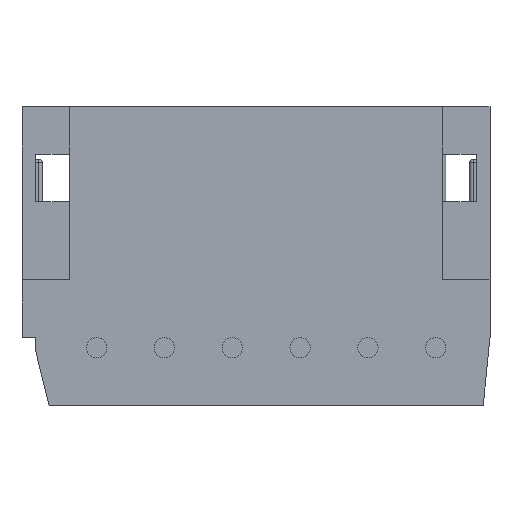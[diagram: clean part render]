
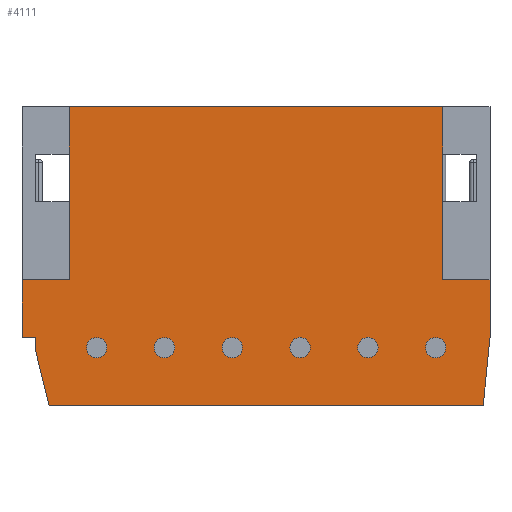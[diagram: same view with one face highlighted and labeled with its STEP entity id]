
A CAD part, front view. The second image highlights one B-rep face of the part: STEP entity #4111.
In plain terms, the highlighted planar face has unit normal (0, -1, 0).
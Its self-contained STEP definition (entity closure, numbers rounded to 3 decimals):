
#18=DIRECTION('',(0.,0.,-1.));
#19=VECTOR('',#18,1.7);
#20=CARTESIAN_POINT('',(-6.9,0.,0.));
#21=LINE('',#20,#19);
#322=DIRECTION('',(0.,0.,-1.));
#323=VECTOR('',#322,1.7);
#324=CARTESIAN_POINT('',(6.9,0.,0.));
#325=LINE('',#324,#323);
#1386=DIRECTION('',(-0.1,0.,-0.995));
#1387=VECTOR('',#1386,2.01);
#1388=CARTESIAN_POINT('',(6.9,0.,-1.7));
#1389=LINE('',#1388,#1387);
#1390=DIRECTION('',(-0.243,0.,0.97));
#1391=VECTOR('',#1390,1.649);
#1392=CARTESIAN_POINT('',(-6.1,0.,-3.7));
#1393=LINE('',#1392,#1391);
#1394=DIRECTION('',(0.,0.,1.));
#1395=VECTOR('',#1394,0.4);
#1396=CARTESIAN_POINT('',(-6.5,0.,-2.1));
#1397=LINE('',#1396,#1395);
#1398=DIRECTION('',(1.,0.,0.));
#1399=VECTOR('',#1398,0.4);
#1400=CARTESIAN_POINT('',(-6.9,0.,-1.7));
#1401=LINE('',#1400,#1399);
#1402=DIRECTION('',(1.,0.,0.));
#1403=VECTOR('',#1402,1.4);
#1404=CARTESIAN_POINT('',(-6.9,0.,0.));
#1405=LINE('',#1404,#1403);
#1406=DIRECTION('',(0.,0.,-1.));
#1407=VECTOR('',#1406,5.1);
#1408=CARTESIAN_POINT('',(-5.5,0.,5.1));
#1409=LINE('',#1408,#1407);
#1410=DIRECTION('',(1.,0.,0.));
#1411=VECTOR('',#1410,11.);
#1412=CARTESIAN_POINT('',(-5.5,0.,5.1));
#1413=LINE('',#1412,#1411);
#1414=DIRECTION('',(0.,0.,-1.));
#1415=VECTOR('',#1414,5.1);
#1416=CARTESIAN_POINT('',(5.5,0.,5.1));
#1417=LINE('',#1416,#1415);
#1418=DIRECTION('',(1.,0.,0.));
#1419=VECTOR('',#1418,1.4);
#1420=CARTESIAN_POINT('',(5.5,0.,0.));
#1421=LINE('',#1420,#1419);
#1422=CARTESIAN_POINT('',(5.3,0.,-2.002));
#1423=DIRECTION('',(0.,1.,0.));
#1424=DIRECTION('',(0.,0.,1.));
#1425=AXIS2_PLACEMENT_3D('',#1422,#1423,#1424);
#1427=CARTESIAN_POINT('',(5.3,0.,-2.002));
#1428=DIRECTION('',(0.,1.,0.));
#1429=DIRECTION('',(0.,0.,-1.));
#1430=AXIS2_PLACEMENT_3D('',#1427,#1428,#1429);
#1432=CARTESIAN_POINT('',(3.3,0.,-2.002));
#1433=DIRECTION('',(0.,1.,0.));
#1434=DIRECTION('',(0.,0.,1.));
#1435=AXIS2_PLACEMENT_3D('',#1432,#1433,#1434);
#1437=CARTESIAN_POINT('',(3.3,0.,-2.002));
#1438=DIRECTION('',(0.,1.,0.));
#1439=DIRECTION('',(0.,0.,-1.));
#1440=AXIS2_PLACEMENT_3D('',#1437,#1438,#1439);
#1442=CARTESIAN_POINT('',(1.3,0.,-2.002));
#1443=DIRECTION('',(0.,1.,0.));
#1444=DIRECTION('',(0.,0.,1.));
#1445=AXIS2_PLACEMENT_3D('',#1442,#1443,#1444);
#1447=CARTESIAN_POINT('',(1.3,0.,-2.002));
#1448=DIRECTION('',(0.,1.,0.));
#1449=DIRECTION('',(0.,0.,-1.));
#1450=AXIS2_PLACEMENT_3D('',#1447,#1448,#1449);
#1452=CARTESIAN_POINT('',(-0.7,0.,-2.002));
#1453=DIRECTION('',(0.,1.,0.));
#1454=DIRECTION('',(0.,0.,1.));
#1455=AXIS2_PLACEMENT_3D('',#1452,#1453,#1454);
#1457=CARTESIAN_POINT('',(-0.7,0.,-2.002));
#1458=DIRECTION('',(0.,1.,0.));
#1459=DIRECTION('',(0.,0.,-1.));
#1460=AXIS2_PLACEMENT_3D('',#1457,#1458,#1459);
#1462=CARTESIAN_POINT('',(-2.7,0.,-2.002));
#1463=DIRECTION('',(0.,1.,0.));
#1464=DIRECTION('',(0.,0.,1.));
#1465=AXIS2_PLACEMENT_3D('',#1462,#1463,#1464);
#1467=CARTESIAN_POINT('',(-2.7,0.,-2.002));
#1468=DIRECTION('',(0.,1.,0.));
#1469=DIRECTION('',(0.,0.,-1.));
#1470=AXIS2_PLACEMENT_3D('',#1467,#1468,#1469);
#1472=CARTESIAN_POINT('',(-4.7,0.,-2.002));
#1473=DIRECTION('',(0.,1.,0.));
#1474=DIRECTION('',(0.,0.,1.));
#1475=AXIS2_PLACEMENT_3D('',#1472,#1473,#1474);
#1477=CARTESIAN_POINT('',(-4.7,0.,-2.002));
#1478=DIRECTION('',(0.,1.,0.));
#1479=DIRECTION('',(0.,0.,-1.));
#1480=AXIS2_PLACEMENT_3D('',#1477,#1478,#1479);
#1494=DIRECTION('',(1.,0.,0.));
#1495=VECTOR('',#1494,12.8);
#1496=CARTESIAN_POINT('',(-6.1,0.,-3.7));
#1497=LINE('',#1496,#1495);
#2188=CARTESIAN_POINT('',(-6.9,0.,0.));
#2190=VERTEX_POINT('',#2188);
#2194=CARTESIAN_POINT('',(6.9,0.,0.));
#2196=VERTEX_POINT('',#2194);
#2202=CARTESIAN_POINT('',(5.5,0.,5.1));
#2203=VERTEX_POINT('',#2202);
#2204=CARTESIAN_POINT('',(-5.5,0.,5.1));
#2206=VERTEX_POINT('',#2204);
#2208=CARTESIAN_POINT('',(-5.5,0.,0.));
#2209=VERTEX_POINT('',#2208);
#2210=CARTESIAN_POINT('',(5.5,0.,0.));
#2211=VERTEX_POINT('',#2210);
#2238=CARTESIAN_POINT('',(6.9,0.,-1.7));
#2239=CARTESIAN_POINT('',(6.7,0.,-3.7));
#2240=VERTEX_POINT('',#2238);
#2241=VERTEX_POINT('',#2239);
#2242=CARTESIAN_POINT('',(-6.1,0.,-3.7));
#2243=CARTESIAN_POINT('',(-6.5,0.,-2.1));
#2244=VERTEX_POINT('',#2242);
#2245=VERTEX_POINT('',#2243);
#2246=CARTESIAN_POINT('',(-6.5,0.,-1.7));
#2247=VERTEX_POINT('',#2246);
#2248=CARTESIAN_POINT('',(-6.9,0.,-1.7));
#2249=VERTEX_POINT('',#2248);
#2396=CARTESIAN_POINT('',(5.3,0.,-1.702));
#2397=CARTESIAN_POINT('',(5.3,0.,-2.302));
#2398=VERTEX_POINT('',#2396);
#2399=VERTEX_POINT('',#2397);
#2418=CARTESIAN_POINT('',(3.3,0.,-1.702));
#2419=CARTESIAN_POINT('',(3.3,0.,-2.302));
#2420=VERTEX_POINT('',#2418);
#2421=VERTEX_POINT('',#2419);
#2615=CARTESIAN_POINT('',(1.3,0.,-1.702));
#2616=CARTESIAN_POINT('',(1.3,0.,-2.302));
#2617=VERTEX_POINT('',#2615);
#2618=VERTEX_POINT('',#2616);
#2637=CARTESIAN_POINT('',(-0.7,0.,-1.702));
#2638=CARTESIAN_POINT('',(-0.7,0.,-2.302));
#2639=VERTEX_POINT('',#2637);
#2640=VERTEX_POINT('',#2638);
#2659=CARTESIAN_POINT('',(-2.7,0.,-1.702));
#2660=CARTESIAN_POINT('',(-2.7,0.,-2.302));
#2661=VERTEX_POINT('',#2659);
#2662=VERTEX_POINT('',#2660);
#2681=CARTESIAN_POINT('',(-4.7,0.,-1.702));
#2682=CARTESIAN_POINT('',(-4.7,0.,-2.302));
#2683=VERTEX_POINT('',#2681);
#2684=VERTEX_POINT('',#2682);
#4051=CARTESIAN_POINT('',(-6.9,0.,5.1));
#4052=DIRECTION('',(0.,-1.,0.));
#4053=DIRECTION('',(0.,0.,-1.));
#4054=AXIS2_PLACEMENT_3D('',#4051,#4052,#4053);
#4055=PLANE('',#4054);
#4057=ORIENTED_EDGE('',*,*,#4056,.T.);
#4059=ORIENTED_EDGE('',*,*,#4058,.F.);
#4061=ORIENTED_EDGE('',*,*,#4060,.T.);
#4062=ORIENTED_EDGE('',*,*,#3652,.T.);
#4063=ORIENTED_EDGE('',*,*,#3979,.F.);
#4064=ORIENTED_EDGE('',*,*,#2723,.F.);
#4065=ORIENTED_EDGE('',*,*,#2909,.T.);
#4067=ORIENTED_EDGE('',*,*,#4066,.F.);
#4068=ORIENTED_EDGE('',*,*,#3256,.T.);
#4070=ORIENTED_EDGE('',*,*,#4069,.T.);
#4071=ORIENTED_EDGE('',*,*,#2890,.T.);
#4072=ORIENTED_EDGE('',*,*,#3015,.T.);
#4073=EDGE_LOOP('',(#4057,#4059,#4061,#4062,#4063,#4064,#4065,#4067,#4068,#4070,
#4071,#4072));
#4074=FACE_OUTER_BOUND('',#4073,.F.);
#4076=ORIENTED_EDGE('',*,*,#4075,.F.);
#4078=ORIENTED_EDGE('',*,*,#4077,.F.);
#4079=EDGE_LOOP('',(#4076,#4078));
#4080=FACE_BOUND('',#4079,.F.);
#4082=ORIENTED_EDGE('',*,*,#4081,.F.);
#4084=ORIENTED_EDGE('',*,*,#4083,.F.);
#4085=EDGE_LOOP('',(#4082,#4084));
#4086=FACE_BOUND('',#4085,.F.);
#4088=ORIENTED_EDGE('',*,*,#4087,.F.);
#4090=ORIENTED_EDGE('',*,*,#4089,.F.);
#4091=EDGE_LOOP('',(#4088,#4090));
#4092=FACE_BOUND('',#4091,.F.);
#4094=ORIENTED_EDGE('',*,*,#4093,.F.);
#4096=ORIENTED_EDGE('',*,*,#4095,.F.);
#4097=EDGE_LOOP('',(#4094,#4096));
#4098=FACE_BOUND('',#4097,.F.);
#4100=ORIENTED_EDGE('',*,*,#4099,.F.);
#4102=ORIENTED_EDGE('',*,*,#4101,.F.);
#4103=EDGE_LOOP('',(#4100,#4102));
#4104=FACE_BOUND('',#4103,.F.);
#4106=ORIENTED_EDGE('',*,*,#4105,.F.);
#4108=ORIENTED_EDGE('',*,*,#4107,.F.);
#4109=EDGE_LOOP('',(#4106,#4108));
#4110=FACE_BOUND('',#4109,.F.);
#1426=CIRCLE('',#1425,0.3);
#1431=CIRCLE('',#1430,0.3);
#1436=CIRCLE('',#1435,0.3);
#1441=CIRCLE('',#1440,0.3);
#1446=CIRCLE('',#1445,0.3);
#1451=CIRCLE('',#1450,0.3);
#1456=CIRCLE('',#1455,0.3);
#1461=CIRCLE('',#1460,0.3);
#1466=CIRCLE('',#1465,0.3);
#1471=CIRCLE('',#1470,0.3);
#1476=CIRCLE('',#1475,0.3);
#1481=CIRCLE('',#1480,0.3);
#2723=EDGE_CURVE('',#2190,#2249,#21,.T.);
#2890=EDGE_CURVE('',#2211,#2196,#1421,.T.);
#2909=EDGE_CURVE('',#2190,#2209,#1405,.T.);
#3015=EDGE_CURVE('',#2196,#2240,#325,.T.);
#3256=EDGE_CURVE('',#2206,#2203,#1413,.T.);
#3652=EDGE_CURVE('',#2245,#2247,#1397,.T.);
#3979=EDGE_CURVE('',#2249,#2247,#1401,.T.);
#4056=EDGE_CURVE('',#2240,#2241,#1389,.T.);
#4058=EDGE_CURVE('',#2244,#2241,#1497,.T.);
#4060=EDGE_CURVE('',#2244,#2245,#1393,.T.);
#4066=EDGE_CURVE('',#2206,#2209,#1409,.T.);
#4069=EDGE_CURVE('',#2203,#2211,#1417,.T.);
#4075=EDGE_CURVE('',#2398,#2399,#1426,.T.);
#4077=EDGE_CURVE('',#2399,#2398,#1431,.T.);
#4081=EDGE_CURVE('',#2420,#2421,#1436,.T.);
#4083=EDGE_CURVE('',#2421,#2420,#1441,.T.);
#4087=EDGE_CURVE('',#2617,#2618,#1446,.T.);
#4089=EDGE_CURVE('',#2618,#2617,#1451,.T.);
#4093=EDGE_CURVE('',#2639,#2640,#1456,.T.);
#4095=EDGE_CURVE('',#2640,#2639,#1461,.T.);
#4099=EDGE_CURVE('',#2661,#2662,#1466,.T.);
#4101=EDGE_CURVE('',#2662,#2661,#1471,.T.);
#4105=EDGE_CURVE('',#2683,#2684,#1476,.T.);
#4107=EDGE_CURVE('',#2684,#2683,#1481,.T.);
#4111=ADVANCED_FACE('',(#4074,#4080,#4086,#4092,#4098,#4104,#4110),#4055,.T.);
